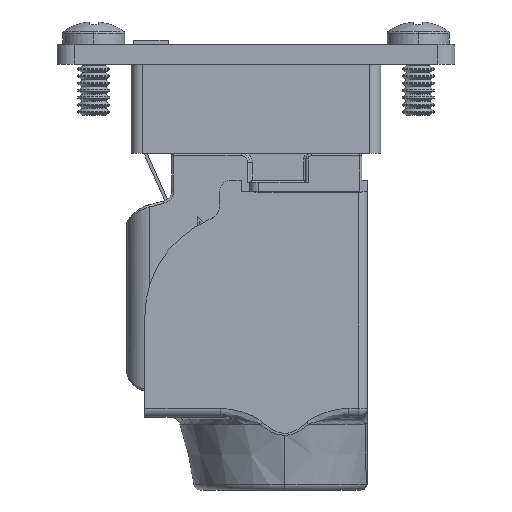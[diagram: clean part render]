
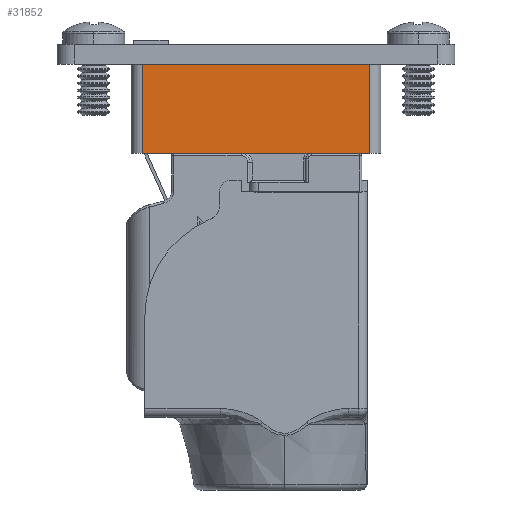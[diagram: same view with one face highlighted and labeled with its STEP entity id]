
A CAD part, left-side view. The second image highlights one B-rep face of the part: STEP entity #31852.
In plain terms, the highlighted planar face has unit normal (-1, 0, 0).
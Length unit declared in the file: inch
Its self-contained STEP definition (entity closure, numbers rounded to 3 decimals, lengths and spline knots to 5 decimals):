
#249 = AXIS2_PLACEMENT_3D ( 'NONE', #31899, #31908, #31910 ) ;
#3495 = CARTESIAN_POINT ( 'NONE',  ( -0.33, -0.4, -0.384 ) ) ;
#3686 = CARTESIAN_POINT ( 'NONE',  ( -0.33, 0.4, -0.07 ) ) ;
#6869 = CARTESIAN_POINT ( 'NONE',  ( -0.33, 0.4, -1.868 ) ) ;
#6870 = DIRECTION ( 'NONE',  ( 0., 0., -1. ) ) ;
#6871 = CARTESIAN_POINT ( 'NONE',  ( -0.33, -0.4, -1.868 ) ) ;
#6872 = DIRECTION ( 'NONE',  ( 0., 0., 1. ) ) ;
#6901 = CARTESIAN_POINT ( 'NONE',  ( -0.33, 0.44, -0.384 ) ) ;
#6902 = DIRECTION ( 'NONE',  ( 0., -1., 0. ) ) ;
#8969 = VERTEX_POINT ( 'NONE', #24723 ) ;
#8978 = VERTEX_POINT ( 'NONE', #24710 ) ;
#9061 = VERTEX_POINT ( 'NONE', #3686 ) ;
#9131 = VERTEX_POINT ( 'NONE', #3495 ) ;
#10219 = ORIENTED_EDGE ( 'NONE', *, *, #23800, .T. ) ;
#10221 = ORIENTED_EDGE ( 'NONE', *, *, #23791, .T. ) ;
#10223 = ORIENTED_EDGE ( 'NONE', *, *, #17397, .T. ) ;
#10225 = ORIENTED_EDGE ( 'NONE', *, *, #23790, .T. ) ;
#10618 = LINE ( 'NONE', #20160, #10630 ) ;
#10630 = VECTOR ( 'NONE', #20171, 39.37008 ) ;
#17397 = EDGE_CURVE ( 'NONE', #8978, #9061, #10618, .T. ) ;
#20160 = CARTESIAN_POINT ( 'NONE',  ( -0.33, 0.44, -0.07 ) ) ;
#20171 = DIRECTION ( 'NONE',  ( 0., 1., 0. ) ) ;
#20977 = FACE_OUTER_BOUND ( 'NONE', #32415, .T. ) ;
#23790 = EDGE_CURVE ( 'NONE', #9061, #8969, #30320, .T. ) ;
#23791 = EDGE_CURVE ( 'NONE', #9131, #8978, #30322, .T. ) ;
#23800 = EDGE_CURVE ( 'NONE', #8969, #9131, #30338, .T. ) ;
#24710 = CARTESIAN_POINT ( 'NONE',  ( -0.33, -0.4, -0.07 ) ) ;
#24723 = CARTESIAN_POINT ( 'NONE',  ( -0.33, 0.4, -0.384 ) ) ;
#30320 = LINE ( 'NONE', #6869, #30323 ) ;
#30322 = LINE ( 'NONE', #6871, #30325 ) ;
#30323 = VECTOR ( 'NONE', #6870, 39.37008 ) ;
#30325 = VECTOR ( 'NONE', #6872, 39.37008 ) ;
#30338 = LINE ( 'NONE', #6901, #30339 ) ;
#30339 = VECTOR ( 'NONE', #6902, 39.37008 ) ;
#31852 = ADVANCED_FACE ( 'NONE', ( #20977 ), #31905, .F. ) ;
#31899 = CARTESIAN_POINT ( 'NONE',  ( -0.33, 0.44, -1.868 ) ) ;
#31905 = PLANE ( 'NONE',  #249 ) ;
#31908 = DIRECTION ( 'NONE',  ( 1., 0., 0. ) ) ;
#31910 = DIRECTION ( 'NONE',  ( 0., 1., 0. ) ) ;
#32415 = EDGE_LOOP ( 'NONE', ( #10219, #10221, #10223, #10225 ) ) ;
